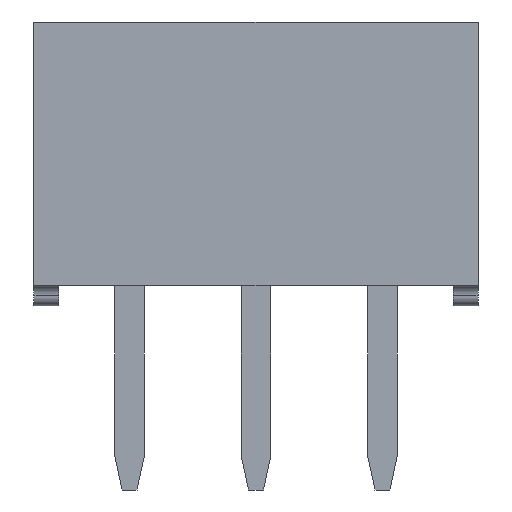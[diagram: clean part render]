
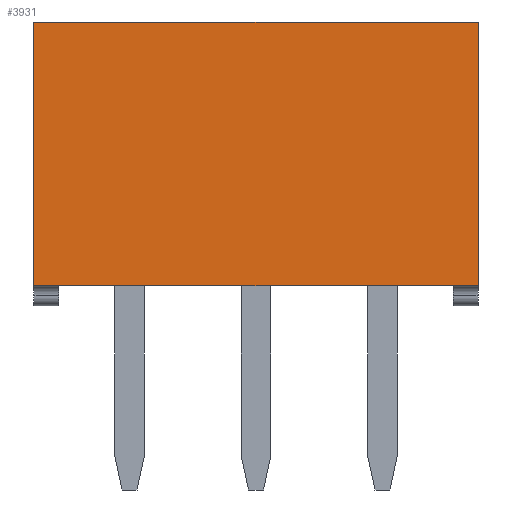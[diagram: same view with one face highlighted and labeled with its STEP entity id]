
A CAD part, front view. The second image highlights one B-rep face of the part: STEP entity #3931.
In plain terms, the highlighted planar face has unit normal (0, -1, 0).
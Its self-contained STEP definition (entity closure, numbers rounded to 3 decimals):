
#270=ORIENTED_EDGE('',*,*,#1032,.T.);
#271=ORIENTED_EDGE('',*,*,#1022,.F.);
#272=ORIENTED_EDGE('',*,*,#1064,.F.);
#273=ORIENTED_EDGE('',*,*,#1005,.T.);
#1005=EDGE_CURVE('',#1427,#1426,#1704,.T.);
#1022=EDGE_CURVE('',#1443,#1444,#1719,.T.);
#1032=EDGE_CURVE('',#1426,#1444,#1727,.T.);
#1064=EDGE_CURVE('',#1427,#1443,#1741,.T.);
#1426=VERTEX_POINT('',#4994);
#1427=VERTEX_POINT('',#4996);
#1443=VERTEX_POINT('',#5029);
#1444=VERTEX_POINT('',#5031);
#1704=LINE('',#4995,#2037);
#1719=LINE('',#5030,#2052);
#1727=LINE('',#5050,#2060);
#1741=LINE('',#5169,#2074);
#2037=VECTOR('',#4300,1000.);
#2052=VECTOR('',#4321,1000.);
#2060=VECTOR('',#4335,1000.);
#2074=VECTOR('',#4353,1000.);
#2384=EDGE_LOOP('',(#270,#271,#272,#273));
#2573=FACE_BOUND('',#2384,.T.);
#2747=PLANE('',#4118);
#3931=ADVANCED_FACE('',(#2573),#2747,.F.);
#4118=AXIS2_PLACEMENT_3D('',#5362,#4381,#4382);
#4300=DIRECTION('',(0.,0.,-1.));
#4321=DIRECTION('',(0.,0.,-1.));
#4335=DIRECTION('',(1.,0.,0.));
#4353=DIRECTION('',(1.,0.,0.));
#4381=DIRECTION('',(0.,1.,0.));
#4382=DIRECTION('',(-1.,0.,0.));
#4994=CARTESIAN_POINT('',(-4.46,-4.95,0.));
#4995=CARTESIAN_POINT('',(-4.46,-4.95,5.3));
#4996=CARTESIAN_POINT('',(-4.46,-4.95,5.3));
#5029=CARTESIAN_POINT('',(4.46,-4.95,5.3));
#5030=CARTESIAN_POINT('',(4.46,-4.95,5.3));
#5031=CARTESIAN_POINT('',(4.46,-4.95,0.));
#5050=CARTESIAN_POINT('',(-4.46,-4.95,0.));
#5169=CARTESIAN_POINT('',(-4.46,-4.95,5.3));
#5362=CARTESIAN_POINT('',(-4.46,-4.95,5.3));
